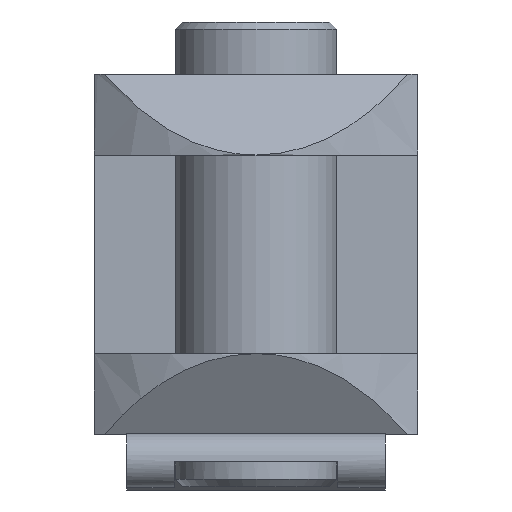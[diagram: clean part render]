
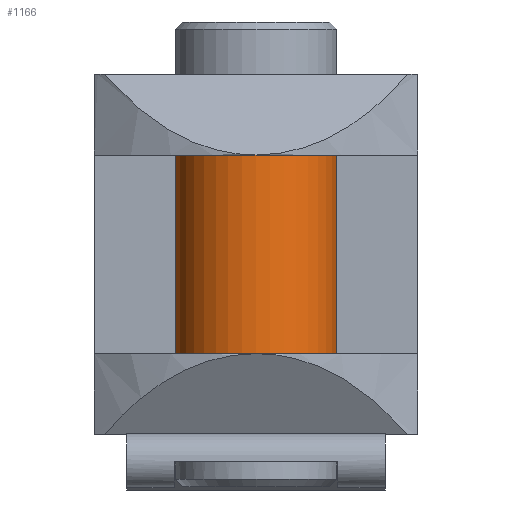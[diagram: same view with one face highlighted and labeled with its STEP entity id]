
A CAD part, left-side view. The second image highlights one B-rep face of the part: STEP entity #1166.
In plain terms, the highlighted cylindrical face has radius 17.5 mm (diameter 35 mm), a full revolution.
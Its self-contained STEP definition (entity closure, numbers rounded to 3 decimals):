
#589=ORIENTED_EDGE('',*,*,#686,.F.);
#590=ORIENTED_EDGE('',*,*,#689,.F.);
#686=EDGE_CURVE('',#826,#826,#893,.F.);
#689=EDGE_CURVE('',#827,#827,#894,.F.);
#826=VERTEX_POINT('',#1894);
#827=VERTEX_POINT('',#1900);
#893=CIRCLE('',#1232,17.5);
#894=CIRCLE('',#1235,17.5);
#995=EDGE_LOOP('',(#589));
#996=EDGE_LOOP('',(#590));
#1075=FACE_BOUND('',#995,.T.);
#1076=FACE_BOUND('',#996,.T.);
#1104=CYLINDRICAL_SURFACE('',#1297,17.5);
#1166=ADVANCED_FACE('',(#1075,#1076),#1104,.T.);
#1232=AXIS2_PLACEMENT_3D('',#1893,#1462,#1463);
#1235=AXIS2_PLACEMENT_3D('',#1899,#1470,#1471);
#1297=AXIS2_PLACEMENT_3D('',#2043,#1635,#1636);
#1462=DIRECTION('',(0.,0.,-1.));
#1463=DIRECTION('',(-1.,0.,0.));
#1470=DIRECTION('',(0.,0.,1.));
#1471=DIRECTION('',(1.,0.,0.));
#1635=DIRECTION('',(0.,0.,1.));
#1636=DIRECTION('',(1.,0.,0.));
#1893=CARTESIAN_POINT('',(0.,0.,21.5));
#1894=CARTESIAN_POINT('',(-17.5,0.,21.5));
#1899=CARTESIAN_POINT('',(0.,0.,-21.5));
#1900=CARTESIAN_POINT('',(17.5,0.,-21.5));
#2043=CARTESIAN_POINT('',(0.,0.,50.31));
